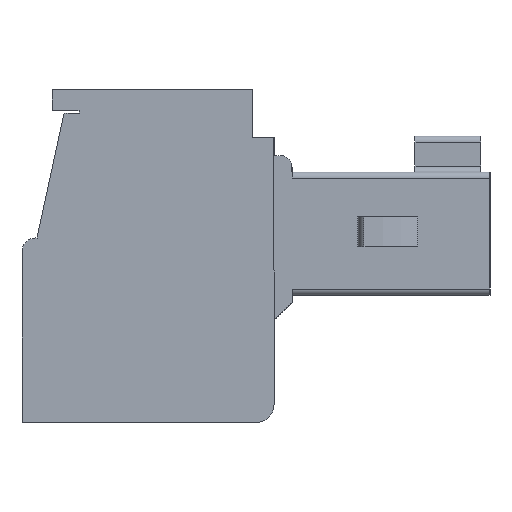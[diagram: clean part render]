
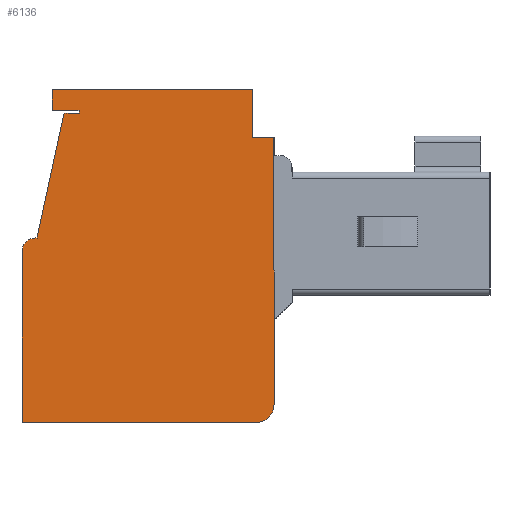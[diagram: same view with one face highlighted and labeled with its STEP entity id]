
A CAD part, left-side view. The second image highlights one B-rep face of the part: STEP entity #6136.
In plain terms, the highlighted planar face has unit normal (-1, 0, 0).
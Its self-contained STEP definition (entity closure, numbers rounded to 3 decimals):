
#319 = EDGE_CURVE ( 'NONE', #35116, #15602, #29480, .T. ) ;
#718 = DIRECTION ( 'NONE',  ( -1., 0., 0. ) ) ;
#1938 = CARTESIAN_POINT ( 'NONE',  ( 0., 15.6, 0. ) ) ;
#2063 = ORIENTED_EDGE ( 'NONE', *, *, #21258, .T. ) ;
#2273 = LINE ( 'NONE', #33264, #31145 ) ;
#2366 = DIRECTION ( 'NONE',  ( 0., -1., 0. ) ) ;
#2405 = VERTEX_POINT ( 'NONE', #14461 ) ;
#2681 = AXIS2_PLACEMENT_3D ( 'NONE', #23183, #28118, #34307 ) ;
#3183 = CARTESIAN_POINT ( 'NONE',  ( 0., 15.6, 5.7 ) ) ;
#4345 = VECTOR ( 'NONE', #17065, 1000. ) ;
#4362 = DIRECTION ( 'NONE',  ( 0., -1., 0. ) ) ;
#4609 = ORIENTED_EDGE ( 'NONE', *, *, #26265, .F. ) ;
#4674 = ORIENTED_EDGE ( 'NONE', *, *, #9993, .T. ) ;
#5182 = VECTOR ( 'NONE', #9476, 1000. ) ;
#5209 = ORIENTED_EDGE ( 'NONE', *, *, #9750, .T. ) ;
#5684 = DIRECTION ( 'NONE',  ( 0., 0., 1. ) ) ;
#5834 = EDGE_CURVE ( 'NONE', #18846, #24416, #29756, .T. ) ;
#6136 = ADVANCED_FACE ( 'NONE', ( #19753 ), #28307, .F. ) ;
#6601 = VECTOR ( 'NONE', #14307, 1000. ) ;
#7184 = CARTESIAN_POINT ( 'NONE',  ( 0., 14.6, 10.4 ) ) ;
#8296 = VERTEX_POINT ( 'NONE', #25389 ) ;
#8832 = CARTESIAN_POINT ( 'NONE',  ( 0., 7.8, 0.6 ) ) ;
#8858 = VECTOR ( 'NONE', #22955, 1000. ) ;
#8957 = CARTESIAN_POINT ( 'NONE',  ( 0., 15.15, 6.15 ) ) ;
#8958 = EDGE_LOOP ( 'NONE', ( #22790, #5209, #29282, #25473, #34484, #28883, #14879, #19261, #4674, #2063, #29233, #23686, #4609, #18434 ) ) ;
#9073 = LINE ( 'NONE', #20132, #27182 ) ;
#9476 = DIRECTION ( 'NONE',  ( 0., 1., 0. ) ) ;
#9540 = EDGE_CURVE ( 'NONE', #34270, #14357, #14486, .T. ) ;
#9586 = CIRCLE ( 'NONE', #32792, 0.6 ) ;
#9710 = DIRECTION ( 'NONE',  ( 0., 0., -1. ) ) ;
#9750 = EDGE_CURVE ( 'NONE', #8296, #26445, #12386, .T. ) ;
#9993 = EDGE_CURVE ( 'NONE', #15602, #23093, #11262, .T. ) ;
#10829 = LINE ( 'NONE', #35380, #24003 ) ;
#11054 = EDGE_CURVE ( 'NONE', #14357, #8296, #9586, .T. ) ;
#11262 = LINE ( 'NONE', #22303, #4345 ) ;
#12042 = CARTESIAN_POINT ( 'NONE',  ( 0., 7.2, 9.5 ) ) ;
#12386 = LINE ( 'NONE', #12042, #19909 ) ;
#13349 = EDGE_CURVE ( 'NONE', #21431, #14972, #24738, .T. ) ;
#13575 = CARTESIAN_POINT ( 'NONE',  ( 0., 14.2, 10.3 ) ) ;
#14233 = VECTOR ( 'NONE', #32324, 1000. ) ;
#14307 = DIRECTION ( 'NONE',  ( 0., -1., 0. ) ) ;
#14357 = VERTEX_POINT ( 'NONE', #35846 ) ;
#14461 = CARTESIAN_POINT ( 'NONE',  ( 0., 15.1, 6.15 ) ) ;
#14486 = LINE ( 'NONE', #34275, #6601 ) ;
#14879 = ORIENTED_EDGE ( 'NONE', *, *, #27953, .T. ) ;
#14972 = VERTEX_POINT ( 'NONE', #3183 ) ;
#15602 = VERTEX_POINT ( 'NONE', #24377 ) ;
#15679 = VECTOR ( 'NONE', #9710, 1000. ) ;
#15704 = CARTESIAN_POINT ( 'NONE',  ( 0., 13.7, 10.4 ) ) ;
#16098 = CARTESIAN_POINT ( 'NONE',  ( 0., 7.92, 9.5 ) ) ;
#17065 = DIRECTION ( 'NONE',  ( 0., 1., 0. ) ) ;
#17543 = CARTESIAN_POINT ( 'NONE',  ( 0., 15.1, 6.15 ) ) ;
#17628 = CARTESIAN_POINT ( 'NONE',  ( 0., 13.7, 10.4 ) ) ;
#18434 = ORIENTED_EDGE ( 'NONE', *, *, #9540, .T. ) ;
#18846 = VERTEX_POINT ( 'NONE', #16098 ) ;
#19261 = ORIENTED_EDGE ( 'NONE', *, *, #319, .T. ) ;
#19753 = FACE_OUTER_BOUND ( 'NONE', #8958, .T. ) ;
#19909 = VECTOR ( 'NONE', #20732, 1000. ) ;
#20132 = CARTESIAN_POINT ( 'NONE',  ( 0., 7.92, 9.5 ) ) ;
#20732 = DIRECTION ( 'NONE',  ( 0., 0., 1. ) ) ;
#20951 = CARTESIAN_POINT ( 'NONE',  ( 0., 14.6, 11.1 ) ) ;
#21065 = EDGE_CURVE ( 'NONE', #35609, #24416, #32269, .T. ) ;
#21258 = EDGE_CURVE ( 'NONE', #23093, #2405, #31880, .T. ) ;
#21431 = VERTEX_POINT ( 'NONE', #8957 ) ;
#21443 = VECTOR ( 'NONE', #21477, 1000. ) ;
#21477 = DIRECTION ( 'NONE',  ( 0., 0., -1. ) ) ;
#22017 = CARTESIAN_POINT ( 'NONE',  ( 0., 7.92, 11.1 ) ) ;
#22167 = VECTOR ( 'NONE', #4362, 1000. ) ;
#22303 = CARTESIAN_POINT ( 'NONE',  ( 0., 13.7, 10.3 ) ) ;
#22676 = CARTESIAN_POINT ( 'NONE',  ( 0., 15.6, 11.1 ) ) ;
#22788 = DIRECTION ( 'NONE',  ( 0., 0., -1. ) ) ;
#22790 = ORIENTED_EDGE ( 'NONE', *, *, #11054, .T. ) ;
#22955 = DIRECTION ( 'NONE',  ( 0., 0.212, -0.977 ) ) ;
#23093 = VERTEX_POINT ( 'NONE', #13575 ) ;
#23183 = CARTESIAN_POINT ( 'NONE',  ( 0., 15.6, 11.1 ) ) ;
#23241 = DIRECTION ( 'NONE',  ( 0., 0., 1. ) ) ;
#23251 = LINE ( 'NONE', #31635, #5182 ) ;
#23686 = ORIENTED_EDGE ( 'NONE', *, *, #13349, .T. ) ;
#24003 = VECTOR ( 'NONE', #2366, 1000. ) ;
#24354 = VERTEX_POINT ( 'NONE', #7184 ) ;
#24377 = CARTESIAN_POINT ( 'NONE',  ( 0., 13.7, 10.3 ) ) ;
#24416 = VERTEX_POINT ( 'NONE', #22017 ) ;
#24738 = CIRCLE ( 'NONE', #31698, 0.45 ) ;
#25264 = CARTESIAN_POINT ( 'NONE',  ( 0., 15.15, 5.7 ) ) ;
#25389 = CARTESIAN_POINT ( 'NONE',  ( 0., 7.2, 0.6 ) ) ;
#25473 = ORIENTED_EDGE ( 'NONE', *, *, #5834, .T. ) ;
#25988 = DIRECTION ( 'NONE',  ( -1., 0., 0. ) ) ;
#26265 = EDGE_CURVE ( 'NONE', #34270, #14972, #2273, .T. ) ;
#26445 = VERTEX_POINT ( 'NONE', #30696 ) ;
#26918 = LINE ( 'NONE', #20951, #15679 ) ;
#27182 = VECTOR ( 'NONE', #32479, 1000. ) ;
#27953 = EDGE_CURVE ( 'NONE', #24354, #35116, #10829, .T. ) ;
#28118 = DIRECTION ( 'NONE',  ( 1., 0., 0. ) ) ;
#28307 = PLANE ( 'NONE',  #2681 ) ;
#28883 = ORIENTED_EDGE ( 'NONE', *, *, #35509, .T. ) ;
#29233 = ORIENTED_EDGE ( 'NONE', *, *, #32580, .T. ) ;
#29282 = ORIENTED_EDGE ( 'NONE', *, *, #32816, .T. ) ;
#29480 = LINE ( 'NONE', #15704, #21443 ) ;
#29756 = LINE ( 'NONE', #35070, #14233 ) ;
#30696 = CARTESIAN_POINT ( 'NONE',  ( 0., 7.2, 9.5 ) ) ;
#31145 = VECTOR ( 'NONE', #5684, 1000. ) ;
#31635 = CARTESIAN_POINT ( 'NONE',  ( 0., 15.15, 6.15 ) ) ;
#31698 = AXIS2_PLACEMENT_3D ( 'NONE', #25264, #25988, #23241 ) ;
#31880 = LINE ( 'NONE', #17543, #8858 ) ;
#32269 = LINE ( 'NONE', #22676, #22167 ) ;
#32324 = DIRECTION ( 'NONE',  ( 0., 0., 1. ) ) ;
#32479 = DIRECTION ( 'NONE',  ( 0., 1., 0. ) ) ;
#32580 = EDGE_CURVE ( 'NONE', #2405, #21431, #23251, .T. ) ;
#32792 = AXIS2_PLACEMENT_3D ( 'NONE', #8832, #718, #22788 ) ;
#32816 = EDGE_CURVE ( 'NONE', #26445, #18846, #9073, .T. ) ;
#33264 = CARTESIAN_POINT ( 'NONE',  ( 0., 15.6, 11.1 ) ) ;
#34270 = VERTEX_POINT ( 'NONE', #1938 ) ;
#34275 = CARTESIAN_POINT ( 'NONE',  ( 0., 15.6, 0. ) ) ;
#34307 = DIRECTION ( 'NONE',  ( 0., 0., -1. ) ) ;
#34484 = ORIENTED_EDGE ( 'NONE', *, *, #21065, .F. ) ;
#35070 = CARTESIAN_POINT ( 'NONE',  ( 0., 7.92, 11.1 ) ) ;
#35116 = VERTEX_POINT ( 'NONE', #17628 ) ;
#35380 = CARTESIAN_POINT ( 'NONE',  ( 0., 14.6, 10.4 ) ) ;
#35509 = EDGE_CURVE ( 'NONE', #35609, #24354, #26918, .T. ) ;
#35609 = VERTEX_POINT ( 'NONE', #35679 ) ;
#35679 = CARTESIAN_POINT ( 'NONE',  ( 0., 14.6, 11.1 ) ) ;
#35846 = CARTESIAN_POINT ( 'NONE',  ( 0., 7.8, 0. ) ) ;
